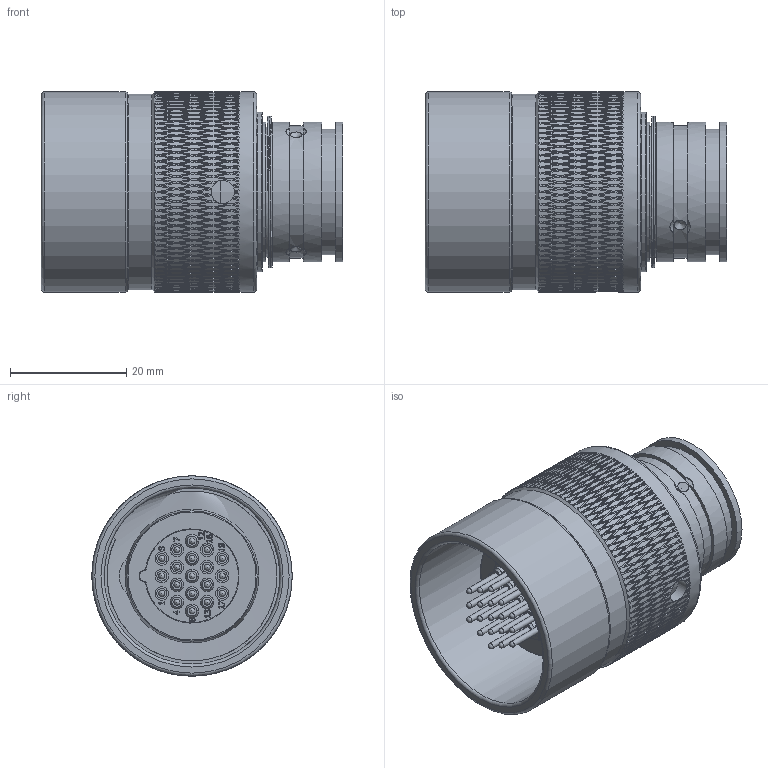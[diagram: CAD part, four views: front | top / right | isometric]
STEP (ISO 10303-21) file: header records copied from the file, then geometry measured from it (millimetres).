
FILE_DESCRIPTION(/* description */ (''),/* implementation_level */ '2;1');
FILE_NAME(/* name */ 'TrustLink MS CCP B 19 M.stp',/* time_stamp */ '2021-03-08T09:59:51+01:00',/* author */ ('sh'),/* organization */ (''),/* preprocessor_version */ 'ST-DEVELOPER v17.2',/* originating_system */ 'Autodesk Inventor 2019',/* authorisation */ '');
FILE_SCHEMA (('AUTOMOTIVE_DESIGN { 1 0 10303 214 3 1 1 }'));
Length unit declared in the file: millimetre
Products named in the file (1): TrustLink MS CCP B 19 M
Bounding box: 51.8 x 34.4 x 34.4 mm (x, y, z)
Volume: 20040.3 mm3; surface area: 17729.7 mm2
Topology: 1 solids, 1 shells, 3656 faces, 9948 edges, 6668 vertices
Faces by surface type: bspline 2812, cylinder 495, plane 227, cone 78, torus 25, sphere 19
Full cylindrical faces by diameter (mm): 0.5 x19, 1.02 x19, 1.1 x19, 1.8 x38, 2.3 x19, 4 x1, 20 x1, 20.5 x1, 21.6 x1, 22.52 x1, 22.8 x1, 23 x1, 24 x4, 24.5 x3, 26.05 x1, 27.5 x3, 29.2 x3, 30.2 x4, 30.3 x2, 33.6 x1, 34.2 x1, 34.4 x3
Entity records: 243002 total; most frequent: CARTESIAN_POINT 170105, ORIENTED_EDGE 19814, EDGE_CURVE 9907, B_SPLINE_CURVE_WITH_KNOTS 7831, VERTEX_POINT 6668, DIRECTION 4367, EDGE_LOOP 4111, STYLED_ITEM 3657
